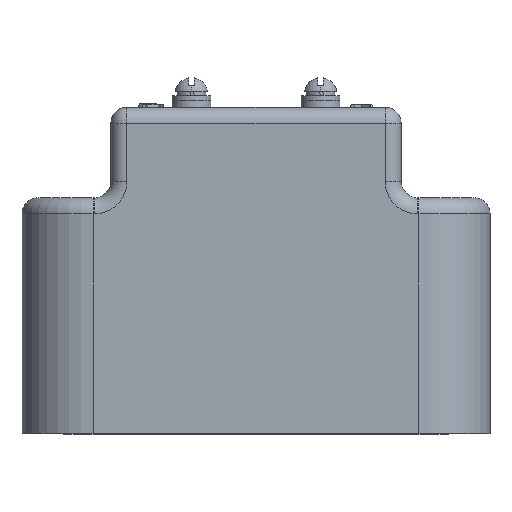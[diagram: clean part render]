
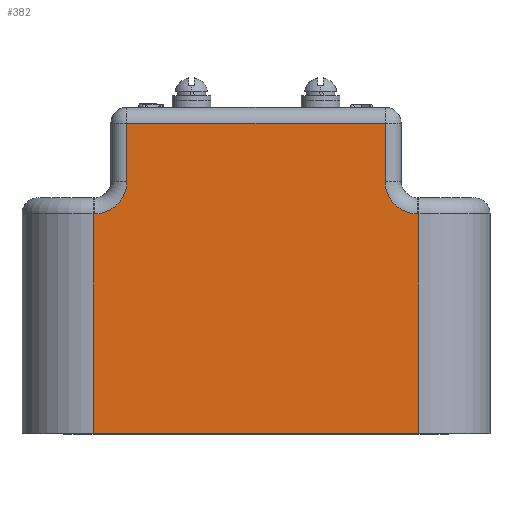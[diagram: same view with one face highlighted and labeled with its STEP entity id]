
A CAD part, top view. The second image highlights one B-rep face of the part: STEP entity #382.
In plain terms, the highlighted face is planar.
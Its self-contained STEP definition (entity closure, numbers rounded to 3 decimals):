
#382 = ADVANCED_FACE ( 'NONE', ( #6205 ), #9472, .T. ) ;
#2373 = ORIENTED_EDGE ( 'NONE', *, *, #28185, .F. ) ;
#2393 = ORIENTED_EDGE ( 'NONE', *, *, #28083, .T. ) ;
#2432 = ORIENTED_EDGE ( 'NONE', *, *, #28118, .T. ) ;
#2499 = ORIENTED_EDGE ( 'NONE', *, *, #28110, .F. ) ;
#2508 = ORIENTED_EDGE ( 'NONE', *, *, #28091, .T. ) ;
#2544 = ORIENTED_EDGE ( 'NONE', *, *, #6585, .F. ) ;
#2589 = ORIENTED_EDGE ( 'NONE', *, *, #28067, .T. ) ;
#2591 = ORIENTED_EDGE ( 'NONE', *, *, #28123, .T. ) ;
#2599 = ORIENTED_EDGE ( 'NONE', *, *, #28155, .T. ) ;
#2601 = ORIENTED_EDGE ( 'NONE', *, *, #28082, .T. ) ;
#4606 = EDGE_LOOP ( 'NONE', ( #2508, #2589, #2373, #2591, #2393, #2432, #2499, #2599, #2601, #2544 ) ) ;
#6205 = FACE_OUTER_BOUND ( 'NONE', #4606, .T. ) ;
#6585 = EDGE_CURVE ( 'NONE', #19519, #19430, #12132, .T. ) ;
#9443 = DIRECTION ( 'NONE',  ( 0., 0., -1. ) ) ;
#9447 = CARTESIAN_POINT ( 'NONE',  ( -45., -24.371, -61. ) ) ;
#9454 = DIRECTION ( 'NONE',  ( -1., 0., 0. ) ) ;
#9472 = PLANE ( 'NONE',  #27144 ) ;
#12119 = VECTOR ( 'NONE', #29043, 1000. ) ;
#12132 = LINE ( 'NONE', #28996, #12119 ) ;
#13974 = LINE ( 'NONE', #33747, #13990 ) ;
#13977 = LINE ( 'NONE', #33832, #13984 ) ;
#13984 = VECTOR ( 'NONE', #33806, 1000. ) ;
#13986 = LINE ( 'NONE', #33796, #14013 ) ;
#13990 = VECTOR ( 'NONE', #33767, 1000. ) ;
#13999 = LINE ( 'NONE', #33811, #14004 ) ;
#14004 = VECTOR ( 'NONE', #33807, 1000. ) ;
#14013 = VECTOR ( 'NONE', #33813, 1000. ) ;
#14020 = LINE ( 'NONE', #33880, #14070 ) ;
#14069 = CIRCLE ( 'NONE', #20911, 10. ) ;
#14070 = VECTOR ( 'NONE', #33863, 1000. ) ;
#14079 = VECTOR ( 'NONE', #33891, 1000. ) ;
#14121 = LINE ( 'NONE', #33923, #14079 ) ;
#14370 = LINE ( 'NONE', #33940, #14418 ) ;
#14418 = VECTOR ( 'NONE', #33946, 1000. ) ;
#15407 = CARTESIAN_POINT ( 'NONE',  ( -50., -29.371, -61. ) ) ;
#15411 = CARTESIAN_POINT ( 'NONE',  ( -40., -19.371, -61. ) ) ;
#15416 = CARTESIAN_POINT ( 'NONE',  ( -50.5, -29.371, -61. ) ) ;
#15436 = CARTESIAN_POINT ( 'NONE',  ( 50.5, -29.371, -61. ) ) ;
#15439 = CARTESIAN_POINT ( 'NONE',  ( 40., -19.371, -61. ) ) ;
#15447 = CARTESIAN_POINT ( 'NONE',  ( -40., -1.371, -61. ) ) ;
#15448 = CARTESIAN_POINT ( 'NONE',  ( 50., -29.371, -61. ) ) ;
#15461 = CARTESIAN_POINT ( 'NONE',  ( 40., -1.371, -61. ) ) ;
#15933 = CARTESIAN_POINT ( 'NONE',  ( 50.5, -97.371, -61. ) ) ;
#15996 = CARTESIAN_POINT ( 'NONE',  ( -50.5, -97.371, -61. ) ) ;
#19430 = VERTEX_POINT ( 'NONE', #15933 ) ;
#19519 = VERTEX_POINT ( 'NONE', #15996 ) ;
#20911 = AXIS2_PLACEMENT_3D ( 'NONE', #33878, #33857, #33870 ) ;
#23265 = AXIS2_PLACEMENT_3D ( 'NONE', #34044, #34054, #34032 ) ;
#24385 = VERTEX_POINT ( 'NONE', #15448 ) ;
#24392 = VERTEX_POINT ( 'NONE', #15416 ) ;
#24398 = VERTEX_POINT ( 'NONE', #15436 ) ;
#24399 = VERTEX_POINT ( 'NONE', #15439 ) ;
#24405 = VERTEX_POINT ( 'NONE', #15447 ) ;
#24407 = VERTEX_POINT ( 'NONE', #15407 ) ;
#24416 = VERTEX_POINT ( 'NONE', #15461 ) ;
#24439 = VERTEX_POINT ( 'NONE', #15411 ) ;
#26396 = CIRCLE ( 'NONE', #23265, 10. ) ;
#27144 = AXIS2_PLACEMENT_3D ( 'NONE', #9447, #9443, #9454 ) ;
#28067 = EDGE_CURVE ( 'NONE', #24392, #24407, #13974, .T. ) ;
#28082 = EDGE_CURVE ( 'NONE', #24398, #19430, #13977, .T. ) ;
#28083 = EDGE_CURVE ( 'NONE', #24405, #24416, #13999, .T. ) ;
#28091 = EDGE_CURVE ( 'NONE', #19519, #24392, #13986, .T. ) ;
#28110 = EDGE_CURVE ( 'NONE', #24385, #24399, #14069, .T. ) ;
#28118 = EDGE_CURVE ( 'NONE', #24416, #24399, #14020, .T. ) ;
#28123 = EDGE_CURVE ( 'NONE', #24439, #24405, #14121, .T. ) ;
#28155 = EDGE_CURVE ( 'NONE', #24385, #24398, #14370, .T. ) ;
#28185 = EDGE_CURVE ( 'NONE', #24439, #24407, #26396, .T. ) ;
#28996 = CARTESIAN_POINT ( 'NONE',  ( -72.5, -97.371, -61. ) ) ;
#29043 = DIRECTION ( 'NONE',  ( 1., 0., 0. ) ) ;
#33747 = CARTESIAN_POINT ( 'NONE',  ( -45., -29.371, -61. ) ) ;
#33767 = DIRECTION ( 'NONE',  ( 1., 0., 0. ) ) ;
#33796 = CARTESIAN_POINT ( 'NONE',  ( -50.5, -24.371, -61. ) ) ;
#33806 = DIRECTION ( 'NONE',  ( 0., -1., 0. ) ) ;
#33807 = DIRECTION ( 'NONE',  ( 1., 0., 0. ) ) ;
#33811 = CARTESIAN_POINT ( 'NONE',  ( 45., -1.371, -61. ) ) ;
#33813 = DIRECTION ( 'NONE',  ( 0., 1., 0. ) ) ;
#33832 = CARTESIAN_POINT ( 'NONE',  ( 50.5, -97.371, -61. ) ) ;
#33857 = DIRECTION ( 'NONE',  ( 0., 0., -1. ) ) ;
#33863 = DIRECTION ( 'NONE',  ( 0., -1., 0. ) ) ;
#33870 = DIRECTION ( 'NONE',  ( -1., 0., 0. ) ) ;
#33878 = CARTESIAN_POINT ( 'NONE',  ( 50., -19.371, -61. ) ) ;
#33880 = CARTESIAN_POINT ( 'NONE',  ( 40., -24.371, -61. ) ) ;
#33891 = DIRECTION ( 'NONE',  ( 0., 1., 0. ) ) ;
#33923 = CARTESIAN_POINT ( 'NONE',  ( -40., 3.629, -61. ) ) ;
#33940 = CARTESIAN_POINT ( 'NONE',  ( 50.5, -29.371, -61. ) ) ;
#33946 = DIRECTION ( 'NONE',  ( 1., 0., 0. ) ) ;
#34032 = DIRECTION ( 'NONE',  ( -1., 0., 0. ) ) ;
#34044 = CARTESIAN_POINT ( 'NONE',  ( -50., -19.371, -61. ) ) ;
#34054 = DIRECTION ( 'NONE',  ( 0., 0., -1. ) ) ;
